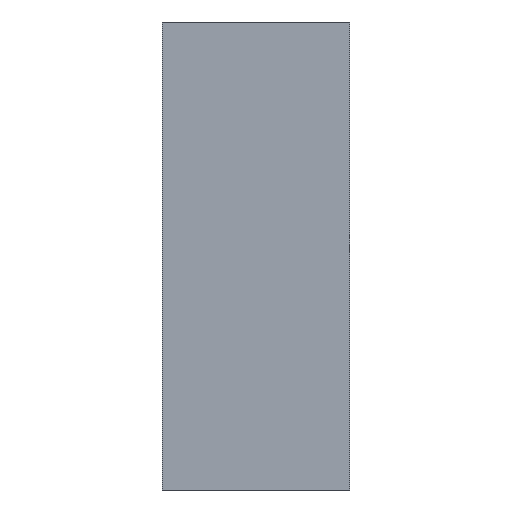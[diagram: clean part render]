
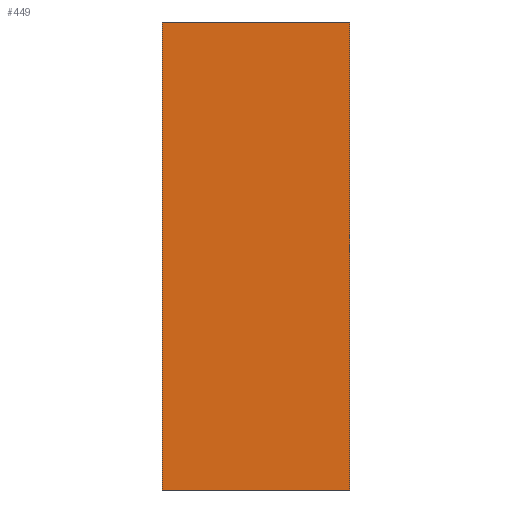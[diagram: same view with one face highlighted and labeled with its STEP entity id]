
A CAD part, front view. The second image highlights one B-rep face of the part: STEP entity #449.
In plain terms, the highlighted planar face has unit normal (0, -1, 0).
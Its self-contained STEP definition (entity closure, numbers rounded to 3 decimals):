
#31=FACE_OUTER_BOUND('',#55,.T.);
#55=EDGE_LOOP('',(#354,#355,#356,#357));
#77=LINE('',#627,#138);
#111=LINE('',#694,#172);
#112=LINE('',#696,#173);
#114=LINE('',#699,#175);
#138=VECTOR('',#513,10.);
#172=VECTOR('',#563,10.);
#173=VECTOR('',#566,10.);
#175=VECTOR('',#570,10.);
#197=VERTEX_POINT('',#623);
#199=VERTEX_POINT('',#626);
#221=VERTEX_POINT('',#687);
#224=VERTEX_POINT('',#692);
#239=EDGE_CURVE('',#199,#197,#77,.T.);
#273=EDGE_CURVE('',#224,#221,#111,.T.);
#274=EDGE_CURVE('',#197,#221,#112,.T.);
#276=EDGE_CURVE('',#199,#224,#114,.T.);
#354=ORIENTED_EDGE('',*,*,#276,.F.);
#355=ORIENTED_EDGE('',*,*,#239,.T.);
#356=ORIENTED_EDGE('',*,*,#274,.T.);
#357=ORIENTED_EDGE('',*,*,#273,.F.);
#426=PLANE('',#486);
#449=ADVANCED_FACE('',(#31),#426,.T.);
#486=AXIS2_PLACEMENT_3D('',#698,#568,#569);
#513=DIRECTION('',(0.,0.,-1.));
#563=DIRECTION('',(0.,0.,-1.));
#566=DIRECTION('',(1.,0.,0.));
#568=DIRECTION('center_axis',(0.,-1.,0.));
#569=DIRECTION('ref_axis',(0.,0.,-1.));
#570=DIRECTION('',(1.,0.,0.));
#623=CARTESIAN_POINT('',(-609.6,-609.6,0.));
#626=CARTESIAN_POINT('',(-609.6,-609.6,3048.));
#627=CARTESIAN_POINT('',(-609.6,-609.6,3048.));
#687=CARTESIAN_POINT('',(609.6,-609.6,0.));
#692=CARTESIAN_POINT('',(609.6,-609.6,3048.));
#694=CARTESIAN_POINT('',(609.6,-609.6,3048.));
#696=CARTESIAN_POINT('',(0.,-609.6,0.));
#698=CARTESIAN_POINT('Origin',(0.,-609.6,3048.));
#699=CARTESIAN_POINT('',(0.,-609.6,3048.));
